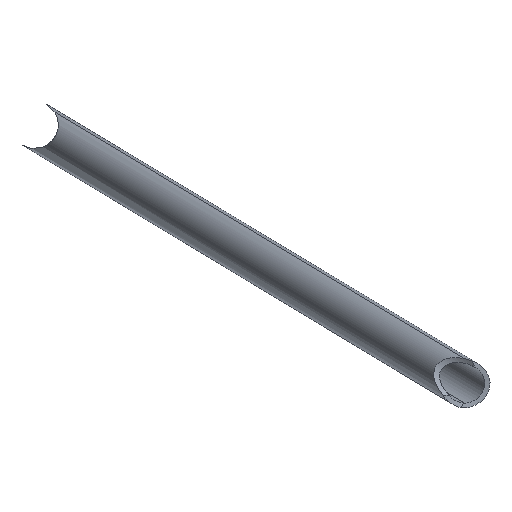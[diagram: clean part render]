
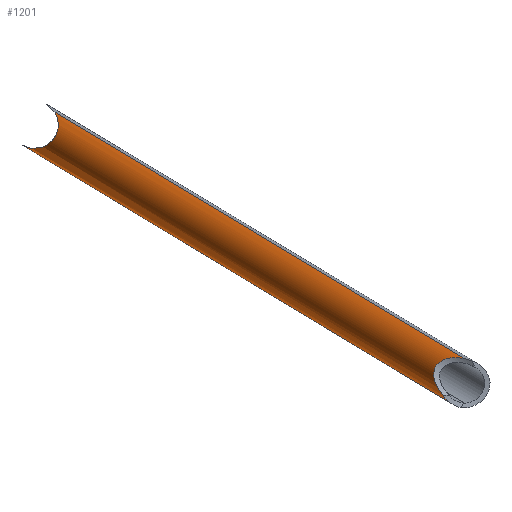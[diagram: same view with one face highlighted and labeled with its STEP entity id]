
A CAD part, front view. The second image highlights one B-rep face of the part: STEP entity #1201.
In plain terms, the highlighted cylindrical face has radius 7.5 mm (diameter 15 mm), a partial arc.
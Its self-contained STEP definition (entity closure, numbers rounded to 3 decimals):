
#72=CARTESIAN_POINT('Vertex',(-1437.564,-318.794,179.435)) ;
#76=CARTESIAN_POINT('Control Point',(-1444.324,-318.831,168.071)) ;
#77=CARTESIAN_POINT('Control Point',(-1444.985,-318.296,168.867)) ;
#78=CARTESIAN_POINT('Control Point',(-1445.576,-317.742,169.71)) ;
#79=CARTESIAN_POINT('Control Point',(-1446.089,-317.187,170.598)) ;
#80=CARTESIAN_POINT('Control Point',(-1446.72,-316.378,171.992)) ;
#81=CARTESIAN_POINT('Control Point',(-1447.035,-315.67,173.525)) ;
#82=CARTESIAN_POINT('Control Point',(-1447.097,-315.458,174.032)) ;
#83=CARTESIAN_POINT('Control Point',(-1447.117,-315.136,174.916)) ;
#84=CARTESIAN_POINT('Control Point',(-1446.95,-314.916,175.811)) ;
#85=CARTESIAN_POINT('Control Point',(-1446.846,-314.848,176.178)) ;
#86=CARTESIAN_POINT('Control Point',(-1446.46,-314.738,177.127)) ;
#87=CARTESIAN_POINT('Control Point',(-1445.813,-314.83,177.944)) ;
#88=CARTESIAN_POINT('Control Point',(-1445.325,-314.971,178.359)) ;
#89=CARTESIAN_POINT('Control Point',(-1444.439,-315.293,178.923)) ;
#90=CARTESIAN_POINT('Control Point',(-1443.494,-315.713,179.285)) ;
#91=CARTESIAN_POINT('Control Point',(-1443.098,-315.898,179.405)) ;
#92=CARTESIAN_POINT('Control Point',(-1441.752,-316.552,179.724)) ;
#93=CARTESIAN_POINT('Control Point',(-1440.393,-317.274,179.788)) ;
#94=CARTESIAN_POINT('Control Point',(-1439.444,-317.788,179.746)) ;
#95=CARTESIAN_POINT('Control Point',(-1438.501,-318.299,179.627)) ;
#96=CARTESIAN_POINT('Control Point',(-1437.564,-318.794,179.435)) ;
#97=CARTESIAN_POINT('Vertex',(-1444.324,-318.831,168.071)) ;
#709=CARTESIAN_POINT('Control Point',(-1438.464,-319.384,164.063)) ;
#710=CARTESIAN_POINT('Control Point',(-1438.164,-319.197,164.024)) ;
#711=CARTESIAN_POINT('Control Point',(-1437.854,-319.02,164.008)) ;
#712=CARTESIAN_POINT('Control Point',(-1437.537,-318.857,164.015)) ;
#713=CARTESIAN_POINT('Vertex',(-1438.464,-319.384,164.063)) ;
#715=CARTESIAN_POINT('Vertex',(-1437.537,-318.857,164.015)) ;
#790=CARTESIAN_POINT('Control Point',(-1444.324,-318.831,168.071)) ;
#791=CARTESIAN_POINT('Control Point',(-1443.542,-318.713,166.843)) ;
#792=CARTESIAN_POINT('Control Point',(-1442.439,-318.792,165.803)) ;
#793=CARTESIAN_POINT('Control Point',(-1441.207,-318.974,165.012)) ;
#794=CARTESIAN_POINT('Control Point',(-1439.868,-319.19,164.41)) ;
#795=CARTESIAN_POINT('Control Point',(-1438.464,-319.384,164.063)) ;
#946=CARTESIAN_POINT('Vertex',(-1575.819,0.,246.174)) ;
#952=CARTESIAN_POINT('Control Point',(-1575.819,0.,246.174)) ;
#953=CARTESIAN_POINT('Control Point',(-1575.736,-0.414,246.124)) ;
#954=CARTESIAN_POINT('Control Point',(-1575.653,-0.828,246.076)) ;
#955=CARTESIAN_POINT('Control Point',(-1575.474,-1.703,245.978)) ;
#956=CARTESIAN_POINT('Control Point',(-1575.075,-3.636,245.77)) ;
#957=CARTESIAN_POINT('Control Point',(-1574.657,-5.569,245.591)) ;
#958=CARTESIAN_POINT('Control Point',(-1574.318,-7.086,245.469)) ;
#959=CARTESIAN_POINT('Control Point',(-1573.552,-10.406,245.245)) ;
#960=CARTESIAN_POINT('Control Point',(-1572.728,-13.717,245.119)) ;
#961=CARTESIAN_POINT('Control Point',(-1572.265,-15.503,245.084)) ;
#962=CARTESIAN_POINT('Control Point',(-1571.434,-18.56,245.085)) ;
#963=CARTESIAN_POINT('Control Point',(-1570.528,-21.593,245.221)) ;
#964=CARTESIAN_POINT('Control Point',(-1570.141,-22.833,245.305)) ;
#965=CARTESIAN_POINT('Control Point',(-1569.488,-24.829,245.491)) ;
#966=CARTESIAN_POINT('Control Point',(-1568.771,-26.787,245.798)) ;
#967=CARTESIAN_POINT('Control Point',(-1568.493,-27.51,245.934)) ;
#968=CARTESIAN_POINT('Control Point',(-1568.02,-28.672,246.195)) ;
#969=CARTESIAN_POINT('Control Point',(-1567.5,-29.785,246.557)) ;
#970=CARTESIAN_POINT('Control Point',(-1567.297,-30.194,246.711)) ;
#971=CARTESIAN_POINT('Control Point',(-1566.951,-30.835,246.996)) ;
#972=CARTESIAN_POINT('Control Point',(-1566.572,-31.405,247.369)) ;
#973=CARTESIAN_POINT('Control Point',(-1566.423,-31.607,247.525)) ;
#974=CARTESIAN_POINT('Control Point',(-1566.169,-31.904,247.812)) ;
#975=CARTESIAN_POINT('Control Point',(-1565.905,-32.111,248.159)) ;
#976=CARTESIAN_POINT('Control Point',(-1565.8,-32.174,248.304)) ;
#977=CARTESIAN_POINT('Control Point',(-1565.592,-32.254,248.613)) ;
#978=CARTESIAN_POINT('Control Point',(-1565.401,-32.232,248.942)) ;
#979=CARTESIAN_POINT('Control Point',(-1565.311,-32.195,249.107)) ;
#980=CARTESIAN_POINT('Control Point',(-1565.119,-32.053,249.491)) ;
#981=CARTESIAN_POINT('Control Point',(-1564.971,-31.811,249.846)) ;
#982=CARTESIAN_POINT('Control Point',(-1564.898,-31.648,250.04)) ;
#983=CARTESIAN_POINT('Control Point',(-1564.679,-31.021,250.687)) ;
#984=CARTESIAN_POINT('Control Point',(-1564.568,-30.256,251.218)) ;
#985=CARTESIAN_POINT('Control Point',(-1564.515,-29.706,251.554)) ;
#986=CARTESIAN_POINT('Control Point',(-1564.471,-28.946,251.969)) ;
#987=CARTESIAN_POINT('Control Point',(-1564.456,-28.167,252.347)) ;
#988=CARTESIAN_POINT('Control Point',(-1564.453,-27.985,252.433)) ;
#989=CARTESIAN_POINT('Control Point',(-1564.452,-27.802,252.517)) ;
#990=CARTESIAN_POINT('Control Point',(-1564.452,-27.619,252.6)) ;
#991=CARTESIAN_POINT('Vertex',(-1564.452,-27.619,252.6)) ;
#1057=CARTESIAN_POINT('Control Point',(-1565.496,-15.314,256.417)) ;
#1058=CARTESIAN_POINT('Control Point',(-1565.296,-16.799,256.079)) ;
#1059=CARTESIAN_POINT('Control Point',(-1565.112,-18.281,255.717)) ;
#1060=CARTESIAN_POINT('Control Point',(-1564.947,-19.748,255.33)) ;
#1061=CARTESIAN_POINT('Control Point',(-1564.7,-22.233,254.619)) ;
#1062=CARTESIAN_POINT('Control Point',(-1564.534,-24.686,253.787)) ;
#1063=CARTESIAN_POINT('Control Point',(-1564.484,-25.669,253.428)) ;
#1064=CARTESIAN_POINT('Control Point',(-1564.452,-26.654,253.036)) ;
#1065=CARTESIAN_POINT('Control Point',(-1564.452,-27.619,252.6)) ;
#1066=CARTESIAN_POINT('Vertex',(-1565.496,-15.314,256.417)) ;
#1120=CARTESIAN_POINT('Line Origine',(-1500.993,-168.328,217.603)) ;
#1125=CARTESIAN_POINT('Line Origine',(-1502.319,-165.182,202.997)) ;
#1129=CARTESIAN_POINT('Vertex',(-1571.952,0.,244.898)) ;
#1172=CARTESIAN_POINT('Axis2P3D Location',(-1501.656,-166.755,210.3)) ;
#1178=CARTESIAN_POINT('Control Point',(-1575.819,0.,246.174)) ;
#1179=CARTESIAN_POINT('Control Point',(-1575.684,0.,246.093)) ;
#1180=CARTESIAN_POINT('Control Point',(-1575.548,0.,246.014)) ;
#1181=CARTESIAN_POINT('Control Point',(-1575.438,0.,245.955)) ;
#1182=CARTESIAN_POINT('Control Point',(-1575.246,0.,245.854)) ;
#1183=CARTESIAN_POINT('Control Point',(-1575.051,0.,245.758)) ;
#1184=CARTESIAN_POINT('Control Point',(-1574.938,0.,245.704)) ;
#1185=CARTESIAN_POINT('Control Point',(-1574.285,0.,245.411)) ;
#1186=CARTESIAN_POINT('Control Point',(-1573.605,0.,245.182)) ;
#1187=CARTESIAN_POINT('Control Point',(-1573.061,0.,245.043)) ;
#1188=CARTESIAN_POINT('Control Point',(-1572.508,0.,244.948)) ;
#1189=CARTESIAN_POINT('Control Point',(-1571.952,0.,244.898)) ;
#1121=DIRECTION('Vector Direction',(0.378,-0.897,-0.228)) ;
#1126=DIRECTION('Vector Direction',(0.378,-0.897,-0.228)) ;
#1173=DIRECTION('Axis2P3D Direction',(0.378,-0.897,-0.228)) ;
#1174=DIRECTION('Axis2P3D XDirection',(0.088,-0.21,0.974)) ;
#1175=AXIS2_PLACEMENT_3D('Cylinder Axis2P3D',#1172,#1173,#1174) ;
#1192=ORIENTED_EDGE('',*,*,#1131,.T.) ;
#1193=ORIENTED_EDGE('',*,*,#717,.F.) ;
#1194=ORIENTED_EDGE('',*,*,#796,.F.) ;
#1195=ORIENTED_EDGE('',*,*,#99,.T.) ;
#1196=ORIENTED_EDGE('',*,*,#1124,.F.) ;
#1197=ORIENTED_EDGE('',*,*,#1068,.T.) ;
#1198=ORIENTED_EDGE('',*,*,#993,.F.) ;
#1199=ORIENTED_EDGE('',*,*,#1190,.T.) ;
#1122=VECTOR('Line Direction',#1121,1.) ;
#1127=VECTOR('Line Direction',#1126,1.) ;
#1201=ADVANCED_FACE('Corps principal',(#1200),#1176,.T.) ;
#75=B_SPLINE_CURVE_WITH_KNOTS('',5,(#76,#77,#78,#79,#80,#81,#82,#83,#84,#85,#86,#87,#88,#89,#90,#91,#92,#93,#94,#95,#96),.UNSPECIFIED.,.F.,.U.,(6,3,3,3,3,3,6),(8.932,17.17,21.049,23.762,28.276,31.471,39.088),.UNSPECIFIED.) ;
#708=B_SPLINE_CURVE_WITH_KNOTS('',3,(#709,#710,#711,#712),.UNSPECIFIED.,.F.,.U.,(4,4),(32.29,33.775),.UNSPECIFIED.) ;
#789=B_SPLINE_CURVE_WITH_KNOTS('',5,(#790,#791,#792,#793,#794,#795),.UNSPECIFIED.,.F.,.U.,(6,6),(21.019,31.343),.UNSPECIFIED.) ;
#951=B_SPLINE_CURVE_WITH_KNOTS('',5,(#952,#953,#954,#955,#956,#957,#958,#959,#960,#961,#962,#963,#964,#965,#966,#967,#968,#969,#970,#971,#972,#973,#974,#975,#976,#977,#978,#979,#980,#981,#982,#983,#984,#985,#986,#987,#988,#989,#990),.UNSPECIFIED.,.F.,.U.,(6,3,3,3,3,3,3,3,3,3,3,3,6),(0.,3.007,14.035,27.148,36.431,42.043,45.478,47.548,48.876,50.216,52.057,56.758,58.181),.UNSPECIFIED.) ;
#1056=B_SPLINE_CURVE_WITH_KNOTS('',5,(#1057,#1058,#1059,#1060,#1061,#1062,#1063,#1064,#1065),.UNSPECIFIED.,.F.,.U.,(6,3,6),(0.,10.861,18.35),.UNSPECIFIED.) ;
#1177=B_SPLINE_CURVE_WITH_KNOTS('',5,(#1178,#1179,#1180,#1181,#1182,#1183,#1184,#1185,#1186,#1187,#1188,#1189),.UNSPECIFIED.,.F.,.U.,(6,3,3,6),(0.,1.112,2.224,6.175),.UNSPECIFIED.) ;
#1176=CYLINDRICAL_SURFACE('generated cylinder',#1175,7.5) ;
#99=EDGE_CURVE('',#98,#73,#75,.T.) ;
#717=EDGE_CURVE('',#714,#716,#708,.T.) ;
#796=EDGE_CURVE('',#98,#714,#789,.T.) ;
#993=EDGE_CURVE('',#947,#992,#951,.T.) ;
#1068=EDGE_CURVE('',#1067,#992,#1056,.T.) ;
#1124=EDGE_CURVE('',#1067,#73,#1123,.T.) ;
#1131=EDGE_CURVE('',#1130,#716,#1128,.T.) ;
#1190=EDGE_CURVE('',#947,#1130,#1177,.T.) ;
#1191=EDGE_LOOP('',(#1192,#1193,#1194,#1195,#1196,#1197,#1198,#1199)) ;
#1200=FACE_OUTER_BOUND('',#1191,.T.) ;
#1123=LINE('Line',#1120,#1122) ;
#1128=LINE('Line',#1125,#1127) ;
#73=VERTEX_POINT('',#72) ;
#98=VERTEX_POINT('',#97) ;
#714=VERTEX_POINT('',#713) ;
#716=VERTEX_POINT('',#715) ;
#947=VERTEX_POINT('',#946) ;
#992=VERTEX_POINT('',#991) ;
#1067=VERTEX_POINT('',#1066) ;
#1130=VERTEX_POINT('',#1129) ;
